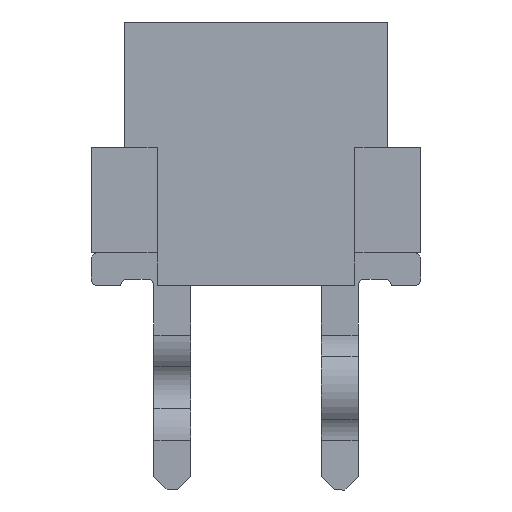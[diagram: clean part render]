
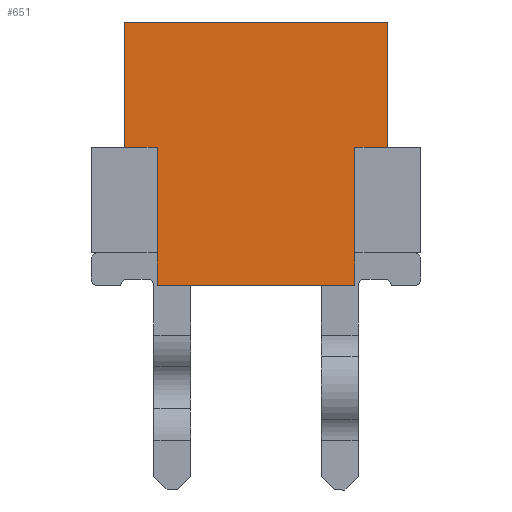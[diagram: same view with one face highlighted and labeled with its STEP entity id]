
A CAD part, left-side view. The second image highlights one B-rep face of the part: STEP entity #651.
In plain terms, the highlighted planar face has unit normal (-1, 0, 0).
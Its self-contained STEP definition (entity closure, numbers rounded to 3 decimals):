
#651 = ADVANCED_FACE( '', ( #1428 ), #1429, .F. );
#1428 = FACE_OUTER_BOUND( '', #2336, .T. );
#1429 = PLANE( '', #2337 );
#2336 = EDGE_LOOP( '', ( #4143, #4144, #4145, #4146, #4147, #4148, #4149, #4150, #4151, #4152 ) );
#2337 = AXIS2_PLACEMENT_3D( '', #4153, #4154, #4155 );
#4143 = ORIENTED_EDGE( '', *, *, #6204, .F. );
#4144 = ORIENTED_EDGE( '', *, *, #6458, .F. );
#4145 = ORIENTED_EDGE( '', *, *, #6309, .F. );
#4146 = ORIENTED_EDGE( '', *, *, #5881, .F. );
#4147 = ORIENTED_EDGE( '', *, *, #6299, .F. );
#4148 = ORIENTED_EDGE( '', *, *, #6459, .F. );
#4149 = ORIENTED_EDGE( '', *, *, #6182, .F. );
#4150 = ORIENTED_EDGE( '', *, *, #6460, .F. );
#4151 = ORIENTED_EDGE( '', *, *, #6461, .F. );
#4152 = ORIENTED_EDGE( '', *, *, #6462, .F. );
#4153 = CARTESIAN_POINT( '', ( -5.345, 0., 0. ) );
#4154 = DIRECTION( '', ( 1., 0., 0. ) );
#4155 = DIRECTION( '', ( 0., 0., -1. ) );
#5881 = EDGE_CURVE( '', #7168, #7169, #7170, .T. );
#6182 = EDGE_CURVE( '', #6901, #7679, #7680, .T. );
#6204 = EDGE_CURVE( '', #7710, #7712, #7713, .T. );
#6299 = EDGE_CURVE( '', #7861, #7168, #7862, .T. );
#6309 = EDGE_CURVE( '', #7169, #7875, #7876, .T. );
#6458 = EDGE_CURVE( '', #7875, #7710, #8088, .T. );
#6459 = EDGE_CURVE( '', #7679, #7861, #8089, .T. );
#6460 = EDGE_CURVE( '', #8090, #6901, #8091, .T. );
#6461 = EDGE_CURVE( '', #8092, #8090, #8093, .T. );
#6462 = EDGE_CURVE( '', #7712, #8092, #8094, .T. );
#6901 = VERTEX_POINT( '', #8614 );
#7168 = VERTEX_POINT( '', #9010 );
#7169 = VERTEX_POINT( '', #9011 );
#7170 = LINE( '', #9012, #9013 );
#7679 = VERTEX_POINT( '', #9756 );
#7680 = LINE( '', #9757, #9758 );
#7710 = VERTEX_POINT( '', #9803 );
#7712 = VERTEX_POINT( '', #9806 );
#7713 = LINE( '', #9807, #9808 );
#7861 = VERTEX_POINT( '', #10020 );
#7862 = LINE( '', #10021, #10022 );
#7875 = VERTEX_POINT( '', #10041 );
#7876 = LINE( '', #10042, #10043 );
#8088 = LINE( '', #10361, #10362 );
#8089 = LINE( '', #10363, #10364 );
#8090 = VERTEX_POINT( '', #10365 );
#8091 = LINE( '', #10366, #10367 );
#8092 = VERTEX_POINT( '', #10368 );
#8093 = LINE( '', #10369, #10370 );
#8094 = LINE( '', #10371, #10372 );
#8614 = CARTESIAN_POINT( '', ( -5.345, 1.5, -1.6 ) );
#9010 = CARTESIAN_POINT( '', ( -5.345, 2., 1.9 ) );
#9011 = CARTESIAN_POINT( '', ( -5.345, -2., 1.9 ) );
#9012 = CARTESIAN_POINT( '', ( -5.345, 2., 1.9 ) );
#9013 = VECTOR( '', #11198, 1000. );
#9756 = CARTESIAN_POINT( '', ( -5.345, 1.5, 0. ) );
#9757 = CARTESIAN_POINT( '', ( -5.345, 1.5, -2.1 ) );
#9758 = VECTOR( '', #11490, 1000. );
#9803 = CARTESIAN_POINT( '', ( -5.345, -1.5, 0. ) );
#9806 = CARTESIAN_POINT( '', ( -5.345, -1.5, -1.6 ) );
#9807 = CARTESIAN_POINT( '', ( -5.345, -1.5, 0. ) );
#9808 = VECTOR( '', #11507, 1000. );
#10020 = CARTESIAN_POINT( '', ( -5.345, 2., 0. ) );
#10021 = CARTESIAN_POINT( '', ( -5.345, 2., 0. ) );
#10022 = VECTOR( '', #11614, 1000. );
#10041 = CARTESIAN_POINT( '', ( -5.345, -2., 0. ) );
#10042 = CARTESIAN_POINT( '', ( -5.345, -2., 1.9 ) );
#10043 = VECTOR( '', #11621, 1000. );
#10361 = CARTESIAN_POINT( '', ( -5.345, -2., 0. ) );
#10362 = VECTOR( '', #11743, 1000. );
#10363 = CARTESIAN_POINT( '', ( -5.345, 1.5, 0. ) );
#10364 = VECTOR( '', #11744, 1000. );
#10365 = CARTESIAN_POINT( '', ( -5.345, 1.5, -2.1 ) );
#10366 = CARTESIAN_POINT( '', ( -5.345, 1.5, -2.1 ) );
#10367 = VECTOR( '', #11745, 1000. );
#10368 = CARTESIAN_POINT( '', ( -5.345, -1.5, -2.1 ) );
#10369 = CARTESIAN_POINT( '', ( -5.345, -1.5, -2.1 ) );
#10370 = VECTOR( '', #11746, 1000. );
#10371 = CARTESIAN_POINT( '', ( -5.345, -1.5, 0. ) );
#10372 = VECTOR( '', #11747, 1000. );
#11198 = DIRECTION( '', ( 0., -1., 0. ) );
#11490 = DIRECTION( '', ( 0., 0., 1. ) );
#11507 = DIRECTION( '', ( 0., 0., -1. ) );
#11614 = DIRECTION( '', ( 0., 0., 1. ) );
#11621 = DIRECTION( '', ( 0., 0., -1. ) );
#11743 = DIRECTION( '', ( 0., 1., 0. ) );
#11744 = DIRECTION( '', ( 0., 1., 0. ) );
#11745 = DIRECTION( '', ( 0., 0., 1. ) );
#11746 = DIRECTION( '', ( 0., 1., 0. ) );
#11747 = DIRECTION( '', ( 0., 0., -1. ) );
